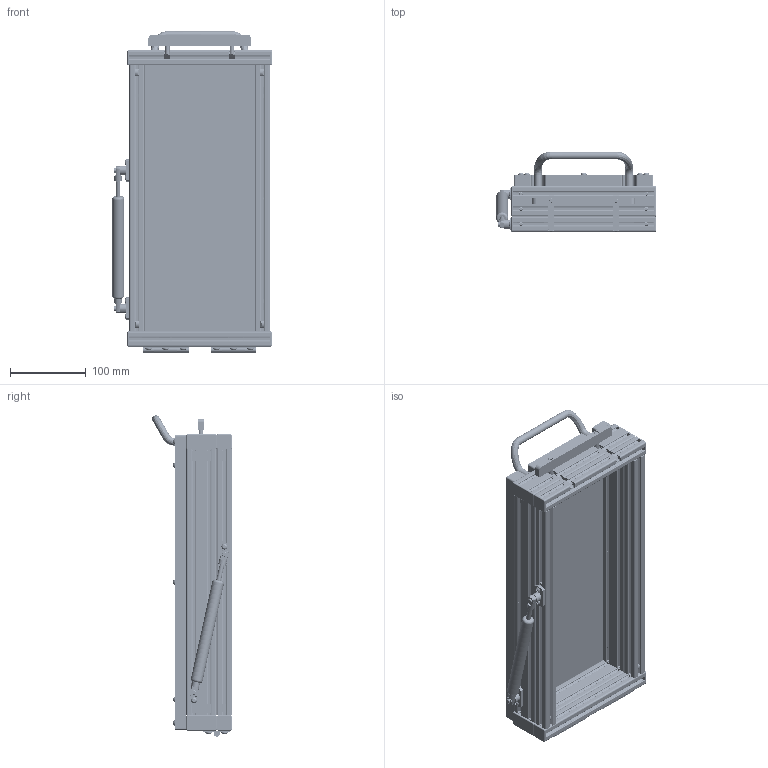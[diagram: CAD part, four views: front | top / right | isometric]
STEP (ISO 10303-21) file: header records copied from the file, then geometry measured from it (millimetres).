
FILE_DESCRIPTION (( 'STEP AP214' ), '1' );
FILE_NAME ('INGUN_15972.STEP', '2024-03-14T09:04:45', ( '' ), ( '' ), 'SwSTEP 2.0', 'SolidWorks 2021', '' );
FILE_SCHEMA (( 'AUTOMOTIVE_DESIGN' ));
Length unit declared in the file: millimetre
Products named in the file (43): DIN913~n_M03,0x06; DIN6325~n_04,0m6x040; 3381~0; 9523~0; 0.0.370.27_Universal-Verbindungssatz_5_1~0; 25695_1~0; Scharnier~0_Teil1; 13372~1; 12849~0; DIN6325~n_03,0m6x010; ISO7380~n_M04,0x010; 11531~0; DIN125~n_04,3 M04,0; 20088~0; 19994~0; DIN912~n_M03,0x025; 11614~0; 25695~0_flexibel <S>; 15966~0; 11507~6; 11506~1; 25695_2~0; DIN912~n_M05,0x040; 3376~0; 0.0.370.27_Universal-Verbindungssatz_5_2~0; ISO7380~n_M04,0x020; 8577~1; 11615~2; 13373~0; 15967~0; 9690~0; 20089~0; 15973~2_S; 0.0.370.27_Universal-Verbindungssatz_5~0; 15965~1_S; Scharnier~0_Teil2; ISO7380~n_M04,0x008; DIN6325~n_04,0m6x030; DIN_6799_-_A2~n_d 5; INGUN_15972 ...
Assembly tree (118 placements, depth 5):
  INGUN_15972
    15965~1_S
      15966~0
      20089~0
      11614~0  x2
      11615~2  x2
      15967~0
      20088~0
      20091~1
      11506~1  x2
      11507~6  x2
      8577~1
      12849~0  x2
        13372~1
          Scharnier~0_Teil1
          Scharnier~0_Teil2
          Stift_zu_Scharnier_13372~0
        DIN125~n_04,3 M04,0
        ISO7380~n_M04,0x008
        13373~0
      11531~0  x2
      19994~0  x2
      25695~0_flexibel <S>
        25695_1~0
        25695_2~0
      25285~2  x2
      3381~0  x4
      DIN_6799_-_A2~n_d 5  x2
      9523~0  x4
      3376~0  x4
      9690~0  x12
        0.0.370.27_Universal-Verbindungssatz_5_2~0
        0.0.370.27_Universal-Verbindungssatz_5~0
        0.0.370.27_Universal-Verbindungssatz_5_1~0
      DIN912~n_M05,0x040  x2
      ISO7380~n_M04,0x010  x4
      DIN6325~n_04,0m6x040  x2
      DIN912~n_M03,0x025  x2
      DIN913~n_M03,0x06  x2
      DIN6325~n_03,0m6x010  x2
    15973~2_S
    3381~0  x12
    ISO7380~n_M04,0x020  x12
    DIN6325~n_04,0m6x030  x2
Bounding box: 210.18 x 105 x 423.1 mm (x, y, z)
Volume: 1723504.7 mm3; surface area: 771170.5 mm2
Topology: 155 solids, 155 shells, 5622 faces, 14656 edges, 9321 vertices
Faces by surface type: plane 2877, cylinder 2214, cone 208, torus 151, bspline 116, sphere 56
Entity records: 74714 total; most frequent: CARTESIAN_POINT 20691, ORIENTED_EDGE 10870, DIRECTION 10817, EDGE_CURVE 5435, AXIS2_PLACEMENT_3D 3916, VERTEX_POINT 3548, LINE 2985, VECTOR 2985
